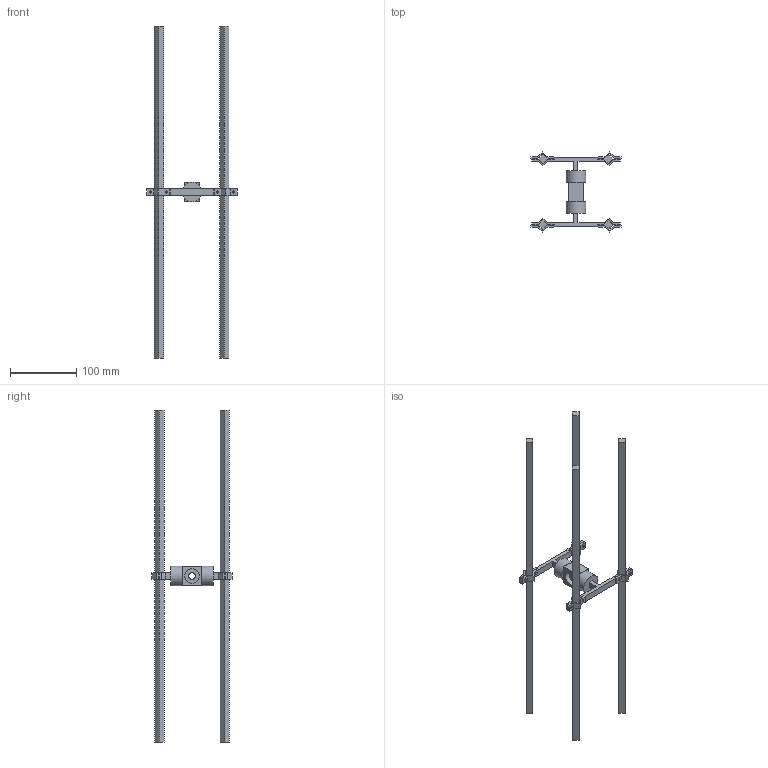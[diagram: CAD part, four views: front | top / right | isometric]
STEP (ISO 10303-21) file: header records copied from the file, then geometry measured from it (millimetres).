
FILE_DESCRIPTION(/* description */ (''),/* implementation_level */ '2;1');
FILE_NAME(/* name */ 'gimbal for uav2 v11.step',/* time_stamp */ '2021-11-27T14:46:46-05:00',/* author */ (''),/* organization */ (''),/* preprocessor_version */ 'ST-DEVELOPER v18.1',/* originating_system */ 'Autodesk Translation Framework v10.10.0.1391',/* authorisation */ '');
FILE_SCHEMA (('AUTOMOTIVE_DESIGN { 1 0 10303 214 3 1 1 }'));
Length unit declared in the file: millimetre
Products named in the file (9): gimbal for uav2; pole mount left; primary; secondary; center gimbal (1); center gimbal; main box; carbon poles; CarbonPoles2
Assembly tree (8 placements, depth 4):
  gimbal for uav2
    pole mount left
      primary
      secondary
    center gimbal (1)
      center gimbal
        main box
    carbon poles
      CarbonPoles2
Bounding box: 135.78 x 120.64 x 500 mm (x, y, z)
Volume: 248812.3 mm3; surface area: 106549.2 mm2
Topology: 11 solids, 11 shells, 167 faces, 409 edges, 274 vertices
Faces by surface type: plane 136, cylinder 31
Full cylindrical faces by diameter (mm): 3.2 x8, 4 x8, 7.9 x2, 9.9 x1, 10 x2, 22.2 x4, 30 x2
Entity records: 5167 total; most frequent: CARTESIAN_POINT 867, DIRECTION 839, ORIENTED_EDGE 818, EDGE_CURVE 409, LINE 347, VECTOR 347, VERTEX_POINT 274, AXIS2_PLACEMENT_3D 246
